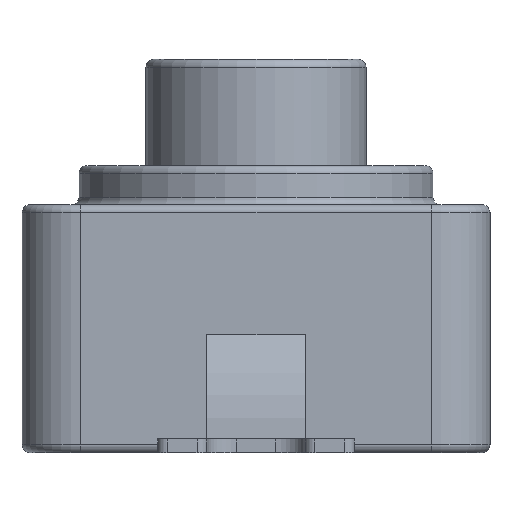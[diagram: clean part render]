
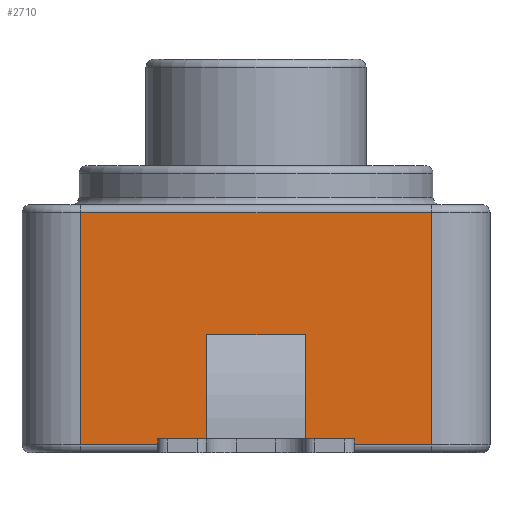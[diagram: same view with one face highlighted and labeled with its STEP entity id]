
A CAD part, left-side view. The second image highlights one B-rep face of the part: STEP entity #2710.
In plain terms, the highlighted planar face has unit normal (-1, 0, 0).
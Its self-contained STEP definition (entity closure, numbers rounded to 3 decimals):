
#54=PLANE('',#3057);
#163=LINE('',#4519,#367);
#174=LINE('',#4569,#378);
#200=LINE('',#4646,#404);
#202=LINE('',#4649,#406);
#367=VECTOR('',#3639,10.);
#378=VECTOR('',#3706,10.);
#404=VECTOR('',#3824,10.);
#406=VECTOR('',#3828,10.);
#696=FACE_OUTER_BOUND('',#873,.T.);
#873=EDGE_LOOP('',(#2283,#2284,#2285,#2286));
#1255=VERTEX_POINT('',#4509);
#1257=VERTEX_POINT('',#4515);
#1268=VERTEX_POINT('',#4563);
#1269=VERTEX_POINT('',#4567);
#1566=EDGE_CURVE('',#1255,#1257,#163,.T.);
#1593=EDGE_CURVE('',#1268,#1269,#174,.T.);
#1627=EDGE_CURVE('',#1269,#1255,#200,.T.);
#1629=EDGE_CURVE('',#1257,#1268,#202,.T.);
#2283=ORIENTED_EDGE('',*,*,#1593,.F.);
#2284=ORIENTED_EDGE('',*,*,#1629,.F.);
#2285=ORIENTED_EDGE('',*,*,#1566,.F.);
#2286=ORIENTED_EDGE('',*,*,#1627,.F.);
#2710=ADVANCED_FACE('',(#696),#54,.T.);
#3057=AXIS2_PLACEMENT_3D('',#4648,#3826,#3827);
#3639=DIRECTION('',(0.,1.,0.));
#3706=DIRECTION('',(0.,-1.,0.));
#3824=DIRECTION('',(0.,0.,-1.));
#3826=DIRECTION('center_axis',(-1.,0.,0.));
#3827=DIRECTION('ref_axis',(0.,-1.,0.));
#3828=DIRECTION('',(0.,0.,1.));
#4509=CARTESIAN_POINT('',(-8.925,-4.45,0.2));
#4515=CARTESIAN_POINT('',(-8.925,4.45,0.2));
#4519=CARTESIAN_POINT('',(-8.925,2.975,0.2));
#4563=CARTESIAN_POINT('',(-8.925,4.45,6.1));
#4567=CARTESIAN_POINT('',(-8.925,-4.45,6.1));
#4569=CARTESIAN_POINT('',(-8.925,2.975,6.1));
#4646=CARTESIAN_POINT('',(-8.925,-4.45,0.));
#4648=CARTESIAN_POINT('Origin',(-8.925,5.95,0.));
#4649=CARTESIAN_POINT('',(-8.925,4.45,0.));
